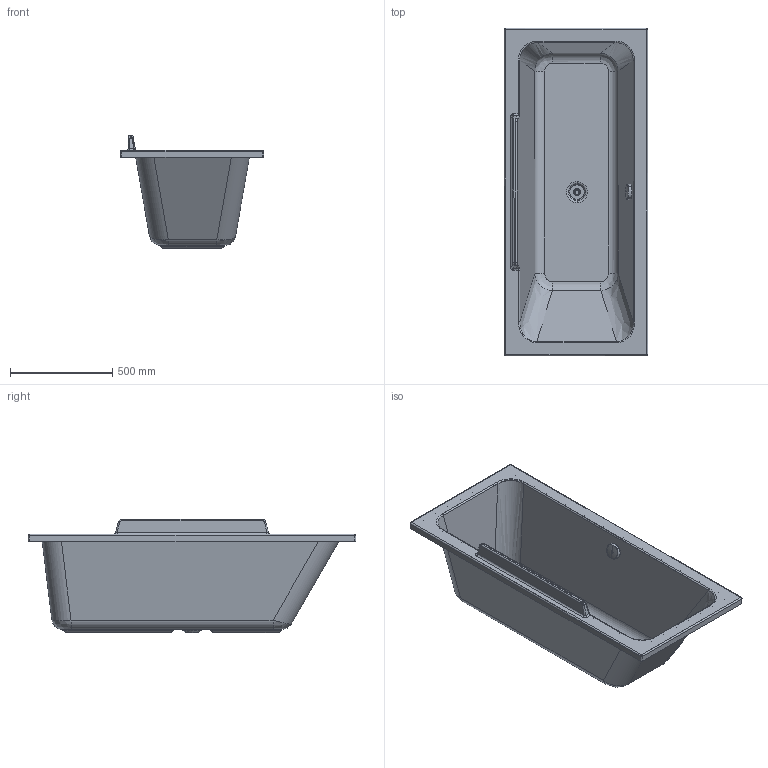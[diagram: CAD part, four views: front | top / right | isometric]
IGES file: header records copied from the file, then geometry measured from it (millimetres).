
Global section: file name: No Iges File Name specified; native system: Autodesk Inventor 2011; preprocessor: AutoDesk Inventor Iges Exporter R2011; author: Administrator; date: 20130527.153901; units: millimetre
Bounding box: 700.95 x 1600.41 x 552.5 mm (x, y, z)
Volume: 19824861.5 mm3; surface area: 6205891.4 mm2
Topology: 6 solids, 6 shells, 379 faces, 958 edges, 573 vertices
Faces by surface type: plane 160, revolution 101, bspline 52, cylinder 46, cone 8, torus 6, sphere 6
